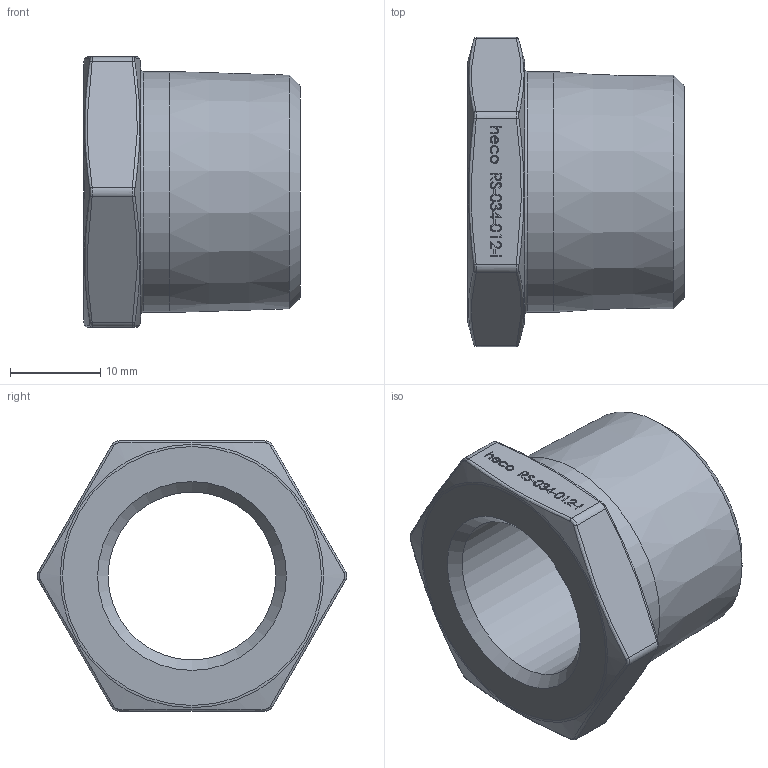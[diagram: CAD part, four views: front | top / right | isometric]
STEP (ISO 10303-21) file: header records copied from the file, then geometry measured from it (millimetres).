
FILE_DESCRIPTION (( 'STEP AP214' ), '1' );
FILE_NAME ('RS-034-012-I 2312.STEP', '2023-12-13T13:39:38', ( '' ), ( '' ), 'SwSTEP 2.0', 'SolidWorks 2019', '' );
FILE_SCHEMA (( 'AUTOMOTIVE_DESIGN' ));
Length unit declared in the file: millimetre
Products named in the file (1): RS-034-012-I 2312
Bounding box: 24 x 34.33 x 30 mm (x, y, z)
Volume: 7081.8 mm3; surface area: 4339.8 mm2
Topology: 1 solids, 1 shells, 238 faces, 612 edges, 399 vertices
Faces by surface type: bspline 117, plane 101, cylinder 9, cone 6, torus 5
Full cylindrical faces by diameter (mm): 18.631 x1, 21.355 x1, 26.754 x1
Entity records: 14790 total; most frequent: CARTESIAN_POINT 7915, ORIENTED_EDGE 1178, DIRECTION 639, EDGE_CURVE 589, VERTEX_POINT 390, VECTOR 315, LINE 315, EDGE_LOOP 277
